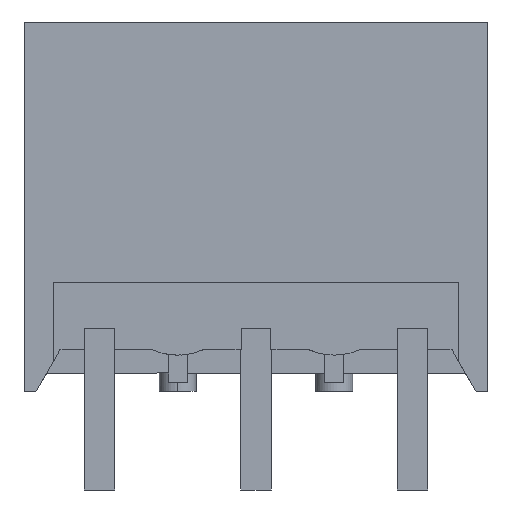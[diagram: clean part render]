
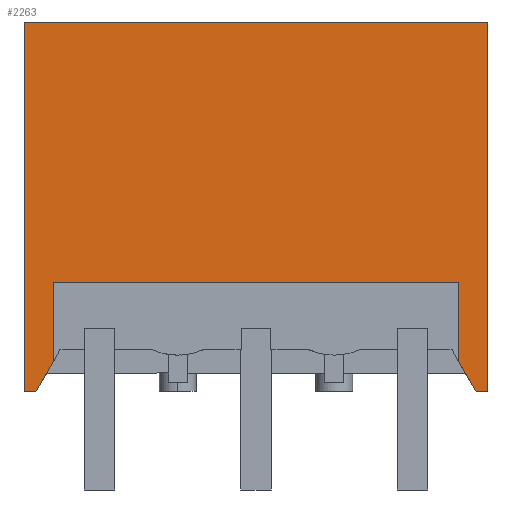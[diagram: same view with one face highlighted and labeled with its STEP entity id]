
A CAD part, front view. The second image highlights one B-rep face of the part: STEP entity #2263.
In plain terms, the highlighted planar face has unit normal (0, -1, 0).
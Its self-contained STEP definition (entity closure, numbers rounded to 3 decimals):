
#2232=AXIS2_PLACEMENT_3D('Plane Axis2P3D',#2229,#2230,#2231) ;
#952=CARTESIAN_POINT('Vertex',(0.94,0.,4.181)) ;
#955=CARTESIAN_POINT('Line Origine',(0.657,0.,3.691)) ;
#959=CARTESIAN_POINT('Vertex',(0.373,0.,3.2)) ;
#1007=CARTESIAN_POINT('Line Origine',(0.187,0.,3.2)) ;
#1011=CARTESIAN_POINT('Vertex',(0.,0.,3.2)) ;
#1032=CARTESIAN_POINT('Line Origine',(0.,0.,9.2)) ;
#1036=CARTESIAN_POINT('Vertex',(0.,0.,15.2)) ;
#1229=CARTESIAN_POINT('Vertex',(15.04,0.,15.2)) ;
#1232=CARTESIAN_POINT('Line Origine',(15.04,0.,9.2)) ;
#1236=CARTESIAN_POINT('Vertex',(15.04,0.,3.2)) ;
#1267=CARTESIAN_POINT('Line Origine',(14.853,0.,3.2)) ;
#1271=CARTESIAN_POINT('Vertex',(14.667,0.,3.2)) ;
#1341=CARTESIAN_POINT('Line Origine',(14.383,0.,3.691)) ;
#1345=CARTESIAN_POINT('Vertex',(14.1,0.,4.181)) ;
#2213=CARTESIAN_POINT('Vertex',(0.94,0.,6.75)) ;
#2216=CARTESIAN_POINT('Line Origine',(0.94,0.,5.466)) ;
#2229=CARTESIAN_POINT('Axis2P3D Location',(-5.08,0.,3.2)) ;
#2234=CARTESIAN_POINT('Line Origine',(7.52,0.,6.75)) ;
#2238=CARTESIAN_POINT('Vertex',(14.1,0.,6.75)) ;
#2241=CARTESIAN_POINT('Line Origine',(14.1,0.,5.466)) ;
#2246=CARTESIAN_POINT('Line Origine',(7.52,0.,15.2)) ;
#956=DIRECTION('Vector Direction',(-0.5,0.,-0.866)) ;
#1008=DIRECTION('Vector Direction',(1.,0.,0.)) ;
#1033=DIRECTION('Vector Direction',(0.,0.,1.)) ;
#1233=DIRECTION('Vector Direction',(0.,0.,1.)) ;
#1268=DIRECTION('Vector Direction',(1.,0.,0.)) ;
#1342=DIRECTION('Vector Direction',(-0.5,0.,0.866)) ;
#2217=DIRECTION('Vector Direction',(0.,0.,-1.)) ;
#2230=DIRECTION('Axis2P3D Direction',(0.,1.,0.)) ;
#2231=DIRECTION('Axis2P3D XDirection',(0.,0.,-1.)) ;
#2235=DIRECTION('Vector Direction',(-1.,0.,0.)) ;
#2242=DIRECTION('Vector Direction',(0.,0.,1.)) ;
#2247=DIRECTION('Vector Direction',(1.,0.,0.)) ;
#957=VECTOR('Line Direction',#956,1.) ;
#1009=VECTOR('Line Direction',#1008,1.) ;
#1034=VECTOR('Line Direction',#1033,1.) ;
#1234=VECTOR('Line Direction',#1233,1.) ;
#1269=VECTOR('Line Direction',#1268,1.) ;
#1343=VECTOR('Line Direction',#1342,1.) ;
#2218=VECTOR('Line Direction',#2217,1.) ;
#2236=VECTOR('Line Direction',#2235,1.) ;
#2243=VECTOR('Line Direction',#2242,1.) ;
#2248=VECTOR('Line Direction',#2247,1.) ;
#2252=ORIENTED_EDGE('',*,*,#1038,.F.) ;
#2253=ORIENTED_EDGE('',*,*,#1013,.T.) ;
#2254=ORIENTED_EDGE('',*,*,#961,.F.) ;
#2255=ORIENTED_EDGE('',*,*,#2220,.F.) ;
#2256=ORIENTED_EDGE('',*,*,#2240,.F.) ;
#2257=ORIENTED_EDGE('',*,*,#2245,.F.) ;
#2258=ORIENTED_EDGE('',*,*,#1347,.F.) ;
#2259=ORIENTED_EDGE('',*,*,#1273,.T.) ;
#2260=ORIENTED_EDGE('',*,*,#1238,.T.) ;
#2261=ORIENTED_EDGE('',*,*,#2250,.F.) ;
#2263=ADVANCED_FACE('HOUSING',(#2262),#2233,.F.) ;
#961=EDGE_CURVE('',#953,#960,#958,.T.) ;
#1013=EDGE_CURVE('',#1012,#960,#1010,.T.) ;
#1038=EDGE_CURVE('',#1012,#1037,#1035,.T.) ;
#1238=EDGE_CURVE('',#1237,#1230,#1235,.T.) ;
#1273=EDGE_CURVE('',#1272,#1237,#1270,.T.) ;
#1347=EDGE_CURVE('',#1272,#1346,#1344,.T.) ;
#2220=EDGE_CURVE('',#2214,#953,#2219,.T.) ;
#2240=EDGE_CURVE('',#2239,#2214,#2237,.T.) ;
#2245=EDGE_CURVE('',#1346,#2239,#2244,.T.) ;
#2250=EDGE_CURVE('',#1037,#1230,#2249,.T.) ;
#2251=EDGE_LOOP('',(#2252,#2253,#2254,#2255,#2256,#2257,#2258,#2259,#2260,#2261)) ;
#2262=FACE_OUTER_BOUND('',#2251,.T.) ;
#958=LINE('Line',#955,#957) ;
#1010=LINE('Line',#1007,#1009) ;
#1035=LINE('Line',#1032,#1034) ;
#1235=LINE('Line',#1232,#1234) ;
#1270=LINE('Line',#1267,#1269) ;
#1344=LINE('Line',#1341,#1343) ;
#2219=LINE('Line',#2216,#2218) ;
#2237=LINE('Line',#2234,#2236) ;
#2244=LINE('Line',#2241,#2243) ;
#2249=LINE('Line',#2246,#2248) ;
#2233=PLANE('',#2232) ;
#953=VERTEX_POINT('',#952) ;
#960=VERTEX_POINT('',#959) ;
#1012=VERTEX_POINT('',#1011) ;
#1037=VERTEX_POINT('',#1036) ;
#1230=VERTEX_POINT('',#1229) ;
#1237=VERTEX_POINT('',#1236) ;
#1272=VERTEX_POINT('',#1271) ;
#1346=VERTEX_POINT('',#1345) ;
#2214=VERTEX_POINT('',#2213) ;
#2239=VERTEX_POINT('',#2238) ;
